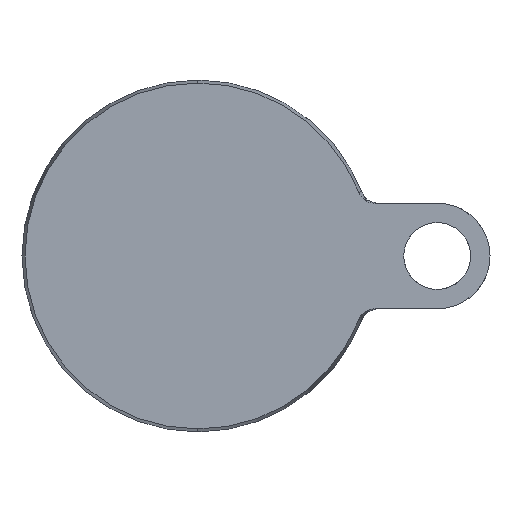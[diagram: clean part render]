
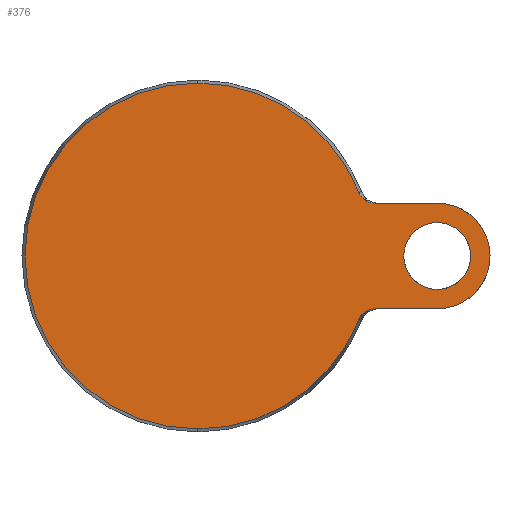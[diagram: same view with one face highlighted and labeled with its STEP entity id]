
A CAD part, front view. The second image highlights one B-rep face of the part: STEP entity #376.
In plain terms, the highlighted planar face has unit normal (0, -1, 0).
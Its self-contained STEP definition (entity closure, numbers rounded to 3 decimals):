
#15 = CARTESIAN_POINT ( 'NONE',  ( 46.1, 0., -17.269 ) ) ;
#28 = DIRECTION ( 'NONE',  ( 0., 0., 1. ) ) ;
#72 = B_SPLINE_CURVE_WITH_KNOTS ( 'NONE', 3,
 ( #1144, #223, #15, #1044, #579, #1360, #1024, #465, #587, #109, #1257, #1478, #927, #675, #795, #356 ),
 .UNSPECIFIED., .F., .F.,
 ( 4, 2, 2, 2, 2, 2, 2, 4 ),
 ( 0., 0.001, 0.002, 0.003, 0.004, 0.004, 0.005, 0.006 ),
 .UNSPECIFIED. ) ;
#81 = EDGE_CURVE ( 'NONE', #1041, #835, #258, .T. ) ;
#87 = CARTESIAN_POINT ( 'NONE',  ( 47.322, 0., 16. ) ) ;
#109 = CARTESIAN_POINT ( 'NONE',  ( 48.405, 0., -15.385 ) ) ;
#151 = EDGE_CURVE ( 'NONE', #1290, #802, #1283, .T. ) ;
#152 = EDGE_LOOP ( 'NONE', ( #1384, #1165 ) ) ;
#157 = VERTEX_POINT ( 'NONE', #442 ) ;
#176 = CARTESIAN_POINT ( 'NONE',  ( 68., 0., -15. ) ) ;
#177 = VERTEX_POINT ( 'NONE', #349 ) ;
#196 = CARTESIAN_POINT ( 'NONE',  ( 68., 0., 15. ) ) ;
#203 = EDGE_CURVE ( 'NONE', #177, #1241, #979, .T. ) ;
#206 = EDGE_LOOP ( 'NONE', ( #1399, #1378, #638, #866, #559, #935, #1100, #677 ) ) ;
#223 = CARTESIAN_POINT ( 'NONE',  ( 45.848, 0., -17.699 ) ) ;
#246 = CARTESIAN_POINT ( 'NONE',  ( 0., 0., 0. ) ) ;
#258 = CIRCLE ( 'NONE', #739, 9.5 ) ;
#282 = VECTOR ( 'NONE', #1473, 1000. ) ;
#306 = CARTESIAN_POINT ( 'NONE',  ( 45.66, 0., 18.169 ) ) ;
#327 = CARTESIAN_POINT ( 'NONE',  ( 45.848, 0., 17.699 ) ) ;
#331 = AXIS2_PLACEMENT_3D ( 'NONE', #466, #1051, #575 ) ;
#349 = CARTESIAN_POINT ( 'NONE',  ( 45.66, 0., 18.169 ) ) ;
#356 = CARTESIAN_POINT ( 'NONE',  ( 50.366, 0., -15. ) ) ;
#359 = AXIS2_PLACEMENT_3D ( 'NONE', #1035, #680, #1002 ) ;
#376 = ADVANCED_FACE ( 'NONE', ( #830, #1288 ), #729, .F. ) ;
#414 = CARTESIAN_POINT ( 'NONE',  ( 48.644, 0., 15.292 ) ) ;
#431 = CARTESIAN_POINT ( 'NONE',  ( 49.366, 0., 15.074 ) ) ;
#442 = CARTESIAN_POINT ( 'NONE',  ( 0., 0., -49.143 ) ) ;
#443 = EDGE_CURVE ( 'NONE', #1290, #177, #730, .T. ) ;
#465 = CARTESIAN_POINT ( 'NONE',  ( 47.73, 0., -15.726 ) ) ;
#466 = CARTESIAN_POINT ( 'NONE',  ( 0., 0., 0. ) ) ;
#473 = AXIS2_PLACEMENT_3D ( 'NONE', #246, #1050, #685 ) ;
#478 = CARTESIAN_POINT ( 'NONE',  ( 15., 0., 15. ) ) ;
#504 = CARTESIAN_POINT ( 'NONE',  ( 0., 0., 49.143 ) ) ;
#559 = ORIENTED_EDGE ( 'NONE', *, *, #633, .T. ) ;
#575 = DIRECTION ( 'NONE',  ( 0., 0., -1. ) ) ;
#579 = CARTESIAN_POINT ( 'NONE',  ( 46.749, 0., -16.497 ) ) ;
#587 = CARTESIAN_POINT ( 'NONE',  ( 47.952, 0., -15.6 ) ) ;
#613 = EDGE_CURVE ( 'NONE', #1188, #880, #72, .T. ) ;
#633 = EDGE_CURVE ( 'NONE', #157, #1188, #1245, .T. ) ;
#635 = EDGE_CURVE ( 'NONE', #1241, #157, #1200, .T. ) ;
#638 = ORIENTED_EDGE ( 'NONE', *, *, #203, .T. ) ;
#646 = DIRECTION ( 'NONE',  ( 0., 1., 0. ) ) ;
#675 = CARTESIAN_POINT ( 'NONE',  ( 49.862, 0., -15.019 ) ) ;
#677 = ORIENTED_EDGE ( 'NONE', *, *, #1407, .F. ) ;
#678 = CARTESIAN_POINT ( 'NONE',  ( 50.366, 0., -15. ) ) ;
#680 = DIRECTION ( 'NONE',  ( 0., 1., 0. ) ) ;
#685 = DIRECTION ( 'NONE',  ( 0., 0., -1. ) ) ;
#717 = CARTESIAN_POINT ( 'NONE',  ( -49.143, 0., 0. ) ) ;
#729 = PLANE ( 'NONE',  #1338 ) ;
#730 = B_SPLINE_CURVE_WITH_KNOTS ( 'NONE', 3,
 ( #990, #887, #431, #414, #982, #895, #1129, #87, #998, #1342, #1327, #758, #327, #306 ),
 .UNSPECIFIED., .F., .F.,
 ( 4, 2, 2, 2, 2, 2, 4 ),
 ( 0., 0.001, 0.002, 0.003, 0.004, 0.004, 0.006 ),
 .UNSPECIFIED. ) ;
#739 = AXIS2_PLACEMENT_3D ( 'NONE', #1460, #646, #769 ) ;
#758 = CARTESIAN_POINT ( 'NONE',  ( 46.108, 0., 17.258 ) ) ;
#769 = DIRECTION ( 'NONE',  ( 0., 0., 1. ) ) ;
#795 = CARTESIAN_POINT ( 'NONE',  ( 50.113, 0., -15. ) ) ;
#802 = VERTEX_POINT ( 'NONE', #196 ) ;
#815 = DIRECTION ( 'NONE',  ( 0., 1., 0. ) ) ;
#820 = CARTESIAN_POINT ( 'NONE',  ( 15., 0., -15. ) ) ;
#826 = LINE ( 'NONE', #820, #1432 ) ;
#830 = FACE_OUTER_BOUND ( 'NONE', #206, .T. ) ;
#835 = VERTEX_POINT ( 'NONE', #1095 ) ;
#841 = DIRECTION ( 'NONE',  ( 0., 1., 0. ) ) ;
#854 = DIRECTION ( 'NONE',  ( 0., 0., 1. ) ) ;
#866 = ORIENTED_EDGE ( 'NONE', *, *, #635, .T. ) ;
#870 = CARTESIAN_POINT ( 'NONE',  ( 50.366, 0., 15. ) ) ;
#880 = VERTEX_POINT ( 'NONE', #678 ) ;
#887 = CARTESIAN_POINT ( 'NONE',  ( 49.86, 0., 15. ) ) ;
#895 = CARTESIAN_POINT ( 'NONE',  ( 47.955, 0., 15.598 ) ) ;
#920 = DIRECTION ( 'NONE',  ( 0., 0., -1. ) ) ;
#927 = CARTESIAN_POINT ( 'NONE',  ( 49.363, 0., -15.093 ) ) ;
#935 = ORIENTED_EDGE ( 'NONE', *, *, #613, .T. ) ;
#947 = CARTESIAN_POINT ( 'NONE',  ( 68., 0., 9.5 ) ) ;
#979 = CIRCLE ( 'NONE', #331, 49.143 ) ;
#982 = CARTESIAN_POINT ( 'NONE',  ( 48.407, 0., 15.384 ) ) ;
#990 = CARTESIAN_POINT ( 'NONE',  ( 50.366, 0., 15. ) ) ;
#998 = CARTESIAN_POINT ( 'NONE',  ( 47.122, 0., 16.157 ) ) ;
#1002 = DIRECTION ( 'NONE',  ( 0., 0., -1. ) ) ;
#1024 = CARTESIAN_POINT ( 'NONE',  ( 47.314, 0., -16.005 ) ) ;
#1035 = CARTESIAN_POINT ( 'NONE',  ( 68., 0., 0. ) ) ;
#1038 = EDGE_CURVE ( 'NONE', #1198, #880, #826, .T. ) ;
#1041 = VERTEX_POINT ( 'NONE', #947 ) ;
#1044 = CARTESIAN_POINT ( 'NONE',  ( 46.575, 0., -16.681 ) ) ;
#1050 = DIRECTION ( 'NONE',  ( 0., -1., 0. ) ) ;
#1051 = DIRECTION ( 'NONE',  ( 0., -1., 0. ) ) ;
#1095 = CARTESIAN_POINT ( 'NONE',  ( 68., 0., -9.5 ) ) ;
#1100 = ORIENTED_EDGE ( 'NONE', *, *, #1038, .F. ) ;
#1111 = CIRCLE ( 'NONE', #1271, 9.5 ) ;
#1129 = CARTESIAN_POINT ( 'NONE',  ( 47.738, 0., 15.721 ) ) ;
#1144 = CARTESIAN_POINT ( 'NONE',  ( 45.66, 0., -18.169 ) ) ;
#1149 = CARTESIAN_POINT ( 'NONE',  ( 0., 0., 0. ) ) ;
#1165 = ORIENTED_EDGE ( 'NONE', *, *, #81, .T. ) ;
#1188 = VERTEX_POINT ( 'NONE', #1420 ) ;
#1198 = VERTEX_POINT ( 'NONE', #176 ) ;
#1200 = CIRCLE ( 'NONE', #1225, 49.143 ) ;
#1225 = AXIS2_PLACEMENT_3D ( 'NONE', #1149, #1251, #920 ) ;
#1241 = VERTEX_POINT ( 'NONE', #504 ) ;
#1245 = CIRCLE ( 'NONE', #473, 49.143 ) ;
#1251 = DIRECTION ( 'NONE',  ( 0., -1., 0. ) ) ;
#1257 = CARTESIAN_POINT ( 'NONE',  ( 48.637, 0., -15.295 ) ) ;
#1271 = AXIS2_PLACEMENT_3D ( 'NONE', #1393, #815, #28 ) ;
#1272 = DIRECTION ( 'NONE',  ( -1., 0., 0. ) ) ;
#1283 = LINE ( 'NONE', #478, #282 ) ;
#1288 = FACE_BOUND ( 'NONE', #152, .T. ) ;
#1290 = VERTEX_POINT ( 'NONE', #870 ) ;
#1327 = CARTESIAN_POINT ( 'NONE',  ( 46.58, 0., 16.677 ) ) ;
#1338 = AXIS2_PLACEMENT_3D ( 'NONE', #717, #841, #854 ) ;
#1342 = CARTESIAN_POINT ( 'NONE',  ( 46.751, 0., 16.495 ) ) ;
#1360 = CARTESIAN_POINT ( 'NONE',  ( 47.118, 0., -16.16 ) ) ;
#1378 = ORIENTED_EDGE ( 'NONE', *, *, #443, .T. ) ;
#1384 = ORIENTED_EDGE ( 'NONE', *, *, #1472, .T. ) ;
#1393 = CARTESIAN_POINT ( 'NONE',  ( 68., 0., 0. ) ) ;
#1399 = ORIENTED_EDGE ( 'NONE', *, *, #151, .F. ) ;
#1407 = EDGE_CURVE ( 'NONE', #802, #1198, #1458, .T. ) ;
#1420 = CARTESIAN_POINT ( 'NONE',  ( 45.66, 0., -18.169 ) ) ;
#1432 = VECTOR ( 'NONE', #1272, 1000. ) ;
#1458 = CIRCLE ( 'NONE', #359, 15. ) ;
#1460 = CARTESIAN_POINT ( 'NONE',  ( 68., 0., 0. ) ) ;
#1472 = EDGE_CURVE ( 'NONE', #835, #1041, #1111, .T. ) ;
#1473 = DIRECTION ( 'NONE',  ( 1., 0., 0. ) ) ;
#1478 = CARTESIAN_POINT ( 'NONE',  ( 49.116, 0., -15.149 ) ) ;
